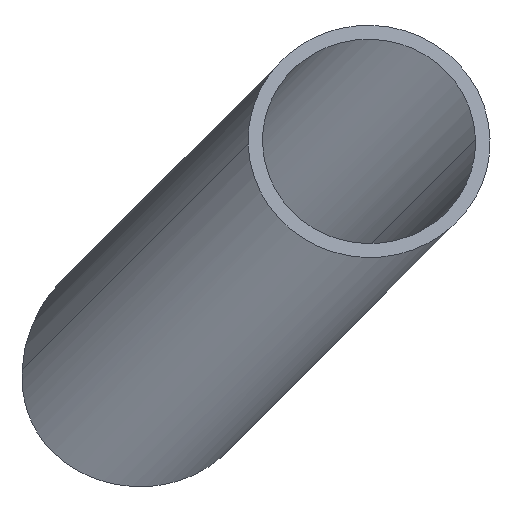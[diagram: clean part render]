
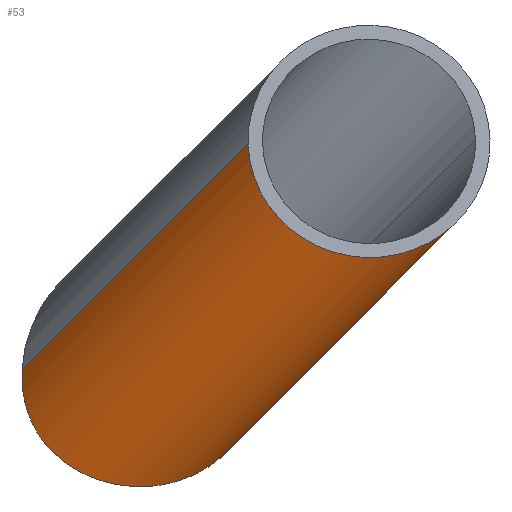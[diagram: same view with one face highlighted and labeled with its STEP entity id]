
A CAD part, left-side view. The second image highlights one B-rep face of the part: STEP entity #53.
In plain terms, the highlighted cylindrical face has radius 12.5 mm (diameter 25 mm), a partial arc.
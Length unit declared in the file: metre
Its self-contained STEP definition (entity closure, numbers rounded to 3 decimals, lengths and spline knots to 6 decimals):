
#53=ADVANCED_FACE('0:41',(#116),#117,.T.);
#59=EDGE_CURVE('',#125,#126,#127,.F.);
#77=EDGE_CURVE('0:23',#150,#149,#156,.T.);
#81=EDGE_CURVE('',#126,#153,#160,.F.);
#116=FACE_OUTER_BOUND('',#185,.T.);
#117=CYLINDRICAL_SURFACE('',#186,0.0125);
#125=VERTEX_POINT('',#195);
#126=VERTEX_POINT('',#196);
#127=B_SPLINE_CURVE_WITH_KNOTS('',3,(#197,#198,#199,#200,#201,#202,#203,#204,#205,#206,#207,#208,#209,#210,#211,#212,#213,#214),.UNSPECIFIED.,.F.,.F.,(4,2,2,1,2,2,2,1,2,4),(18.573407,23.536084,28.498762,33.461439,38.424117,43.386795,48.349472,50.830811,53.31215,58.274827),.UNSPECIFIED.);
#149=VERTEX_POINT('',#428);
#150=VERTEX_POINT('',#429);
#153=VERTEX_POINT('',#457);
#156=B_SPLINE_CURVE_WITH_KNOTS('',3,(#476,#477,#478,#479,#480,#481,#482,#483,#484,#485,#486,#487,#488,#489,#490,#491,#492,#493,#494,#495,#496,#497,#498,#499,#500),.UNSPECIFIED.,.F.,.F.,(4,3,3,3,3,3,3,3,4),(0.0,7.67104,15.768828,23.624643,30.842303,37.467631,43.939131,50.605853,56.828731),.UNSPECIFIED.);
#160=B_SPLINE_CURVE_WITH_KNOTS('',3,(#529,#530,#531,#532,#533,#534,#535,#536),.UNSPECIFIED.,.F.,.F.,(4,2,1,1,4),(0.0,4.643352,9.286703,13.930055,18.573407),.UNSPECIFIED.);
#185=EDGE_LOOP('',(#594,#595,#596,#597,#598));
#186=AXIS2_PLACEMENT_3D('',#599,#600,#601);
#195=CARTESIAN_POINT('',(-1.40836,0.226452,-0.069008));
#196=CARTESIAN_POINT('',(-1.409959,0.206915,-0.079219));
#197=CARTESIAN_POINT('',(-1.409959,0.206915,-0.079219));
#198=CARTESIAN_POINT('',(-1.410247,0.207866,-0.079835));
#199=CARTESIAN_POINT('',(-1.410426,0.208929,-0.08033));
#200=CARTESIAN_POINT('',(-1.41054,0.211161,-0.081021));
#201=CARTESIAN_POINT('',(-1.410475,0.212328,-0.081216));
#202=CARTESIAN_POINT('',(-1.410143,0.214642,-0.081309));
#203=CARTESIAN_POINT('',(-1.409611,0.216935,-0.081107));
#204=CARTESIAN_POINT('',(-1.408833,0.219038,-0.080383));
#205=CARTESIAN_POINT('',(-1.408028,0.22101,-0.079415));
#206=CARTESIAN_POINT('',(-1.407609,0.221932,-0.078809));
#207=CARTESIAN_POINT('',(-1.406907,0.223601,-0.077328));
#208=CARTESIAN_POINT('',(-1.406628,0.224352,-0.076441));
#209=CARTESIAN_POINT('',(-1.406531,0.22524,-0.074933));
#210=CARTESIAN_POINT('',(-1.406576,0.225751,-0.073873));
#211=CARTESIAN_POINT('',(-1.40684,0.226075,-0.072771));
#212=CARTESIAN_POINT('',(-1.407352,0.226432,-0.07113));
#213=CARTESIAN_POINT('',(-1.407839,0.226502,-0.070054));
#214=CARTESIAN_POINT('',(-1.40836,0.226452,-0.069008));
#428=CARTESIAN_POINT('',(-1.661592,0.177293,-0.044737));
#429=CARTESIAN_POINT('',(-1.658408,0.202707,-0.045263));
#457=CARTESIAN_POINT('',(-1.404405,0.201715,-0.069159));
#476=CARTESIAN_POINT('',(-1.658408,0.202707,-0.045263));
#477=CARTESIAN_POINT('',(-1.658944,0.202657,-0.046989));
#478=CARTESIAN_POINT('',(-1.659522,0.20222,-0.048688));
#479=CARTESIAN_POINT('',(-1.660094,0.201452,-0.050222));
#480=CARTESIAN_POINT('',(-1.660697,0.200642,-0.051841));
#481=CARTESIAN_POINT('',(-1.661293,0.199463,-0.053277));
#482=CARTESIAN_POINT('',(-1.66183,0.198024,-0.05441));
#483=CARTESIAN_POINT('',(-1.662351,0.196628,-0.055509));
#484=CARTESIAN_POINT('',(-1.662817,0.194986,-0.056323));
#485=CARTESIAN_POINT('',(-1.663188,0.19323,-0.056777));
#486=CARTESIAN_POINT('',(-1.663528,0.191616,-0.057195));
#487=CARTESIAN_POINT('',(-1.663788,0.189905,-0.057307));
#488=CARTESIAN_POINT('',(-1.663943,0.188225,-0.05709));
#489=CARTESIAN_POINT('',(-1.664085,0.186683,-0.056892));
#490=CARTESIAN_POINT('',(-1.664138,0.185167,-0.056415));
#491=CARTESIAN_POINT('',(-1.664095,0.183788,-0.055683));
#492=CARTESIAN_POINT('',(-1.664053,0.182442,-0.054968));
#493=CARTESIAN_POINT('',(-1.663919,0.181227,-0.05401));
#494=CARTESIAN_POINT('',(-1.663701,0.180234,-0.052873));
#495=CARTESIAN_POINT('',(-1.663476,0.179211,-0.051701));
#496=CARTESIAN_POINT('',(-1.663163,0.178425,-0.050342));
#497=CARTESIAN_POINT('',(-1.662786,0.177928,-0.0489));
#498=CARTESIAN_POINT('',(-1.662434,0.177464,-0.047554));
#499=CARTESIAN_POINT('',(-1.662027,0.177251,-0.046137));
#500=CARTESIAN_POINT('',(-1.661592,0.177293,-0.044737));
#529=CARTESIAN_POINT('',(-1.404405,0.201715,-0.069159));
#530=CARTESIAN_POINT('',(-1.404832,0.201675,-0.070166));
#531=CARTESIAN_POINT('',(-1.405346,0.201756,-0.071139));
#532=CARTESIAN_POINT('',(-1.406402,0.20215,-0.073015));
#533=CARTESIAN_POINT('',(-1.40749,0.202778,-0.074826));
#534=CARTESIAN_POINT('',(-1.408961,0.204439,-0.077282));
#535=CARTESIAN_POINT('',(-1.409689,0.206024,-0.078643));
#536=CARTESIAN_POINT('',(-1.409959,0.206915,-0.079219));
#594=ORIENTED_EDGE('',*,*,#630,.T.);
#595=ORIENTED_EDGE('',*,*,#59,.T.);
#596=ORIENTED_EDGE('',*,*,#81,.T.);
#597=ORIENTED_EDGE('',*,*,#631,.T.);
#598=ORIENTED_EDGE('',*,*,#77,.F.);
#599=CARTESIAN_POINT('',(-1.528368,0.2025,-0.0575));
#600=DIRECTION('',(-0.991,-0.094,0.094));
#601=DIRECTION('',(-0.095,0.996,0.));
#630=EDGE_CURVE('',#150,#125,#644,.T.);
#631=EDGE_CURVE('',#153,#149,#645,.T.);
#644=LINE('',#662,#663);
#645=LINE('',#664,#665);
#662=CARTESIAN_POINT('',(-1.529549,0.214944,-0.0575));
#663=VECTOR('',#675,1.0);
#664=CARTESIAN_POINT('',(-1.527186,0.190056,-0.0575));
#665=VECTOR('',#676,1.0);
#675=DIRECTION('',(0.991,0.094,-0.094));
#676=DIRECTION('',(-0.991,-0.094,0.094));
